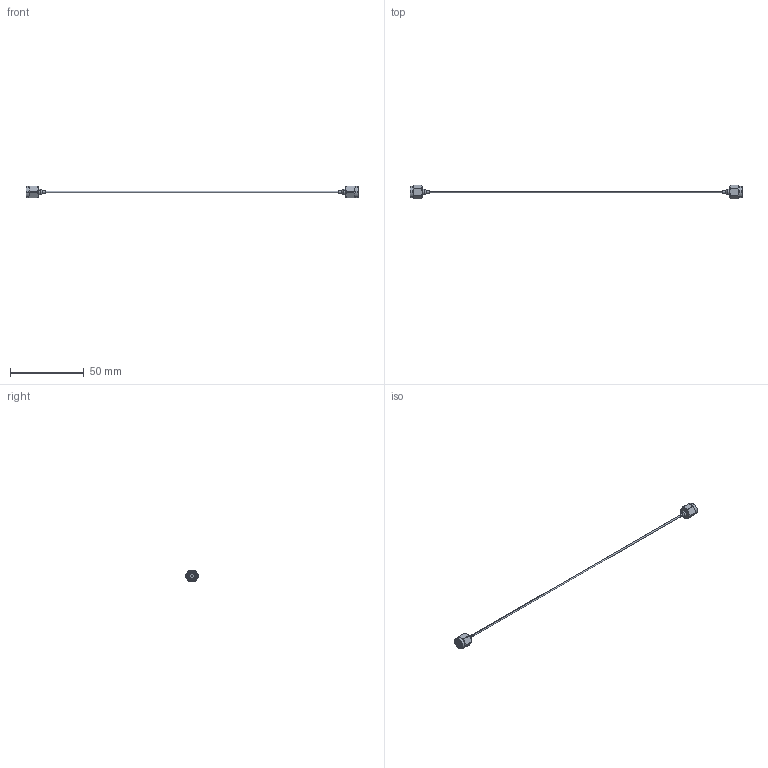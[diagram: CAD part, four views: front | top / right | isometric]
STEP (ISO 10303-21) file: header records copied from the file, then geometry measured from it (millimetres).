
FILE_DESCRIPTION (( 'STEP AP214' ), '1' );
FILE_NAME ('FMCA100385_3D.step', '2025-09-05T22:30:14', ( '' ), ( '' ), 'SwSTEP 2.0', 'SolidWorks 2022', '' );
FILE_SCHEMA (( 'AUTOMOTIVE_DESIGN' ));
Length unit declared in the file: inch
Products named in the file (3): FMCA100385_3D; PE-SR047-NM^FMCA100385_WITH LABEL; PE517811
Assembly tree (3 placements, depth 2):
  FMCA100385_3D
    PE-SR047-NM^FMCA100385_WITH LABEL
    PE517811  x2
Bounding box: 225.34 x 8.99 x 7.94 mm (x, y, z)
Volume: 913.9 mm3; surface area: 1908.1 mm2
Topology: 3 solids, 3 shells, 148 faces, 348 edges, 220 vertices
Faces by surface type: cylinder 76, plane 32, cone 30, bspline 10
Entity records: 3605 total; most frequent: CARTESIAN_POINT 1773, ORIENTED_EDGE 354, DIRECTION 345, EDGE_CURVE 177, AXIS2_PLACEMENT_3D 143, VERTEX_POINT 112, EDGE_LOOP 83, ADVANCED_FACE 76
